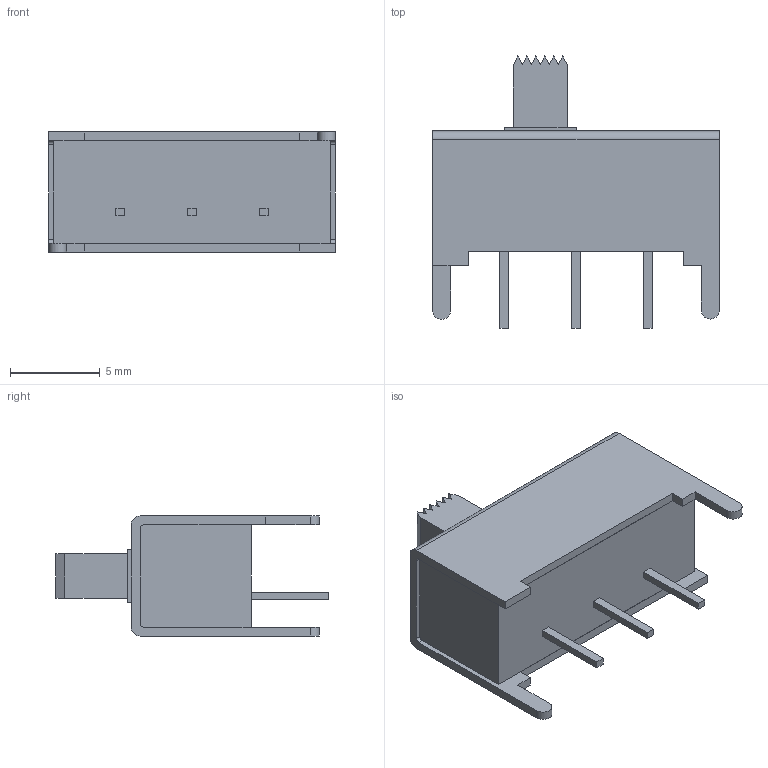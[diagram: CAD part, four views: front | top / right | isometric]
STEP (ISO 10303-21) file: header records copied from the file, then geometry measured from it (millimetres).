
FILE_DESCRIPTION (( 'STEP AP214' ), '1' );
FILE_NAME ('2 Position Slide Switch, Vertical.STEP', '2022-07-20T08:23:00', ( '' ), ( '' ), 'SwSTEP 2.0', 'SolidWorks 2021', '' );
FILE_SCHEMA (( 'AUTOMOTIVE_DESIGN' ));
Length unit declared in the file: millimetre
Products named in the file (1): 2 Position Slide Switch, Vertical
Bounding box: 16 x 15.2 x 6.7 mm (x, y, z)
Volume: 729 mm3; surface area: 1168.8 mm2
Topology: 6 solids, 6 shells, 78 faces, 195 edges, 130 vertices
Faces by surface type: plane 70, cylinder 8
Entity records: 2411 total; most frequent: CARTESIAN_POINT 404, ORIENTED_EDGE 390, DIRECTION 369, EDGE_CURVE 195, LINE 179, VECTOR 179, VERTEX_POINT 130, AXIS2_PLACEMENT_3D 95
